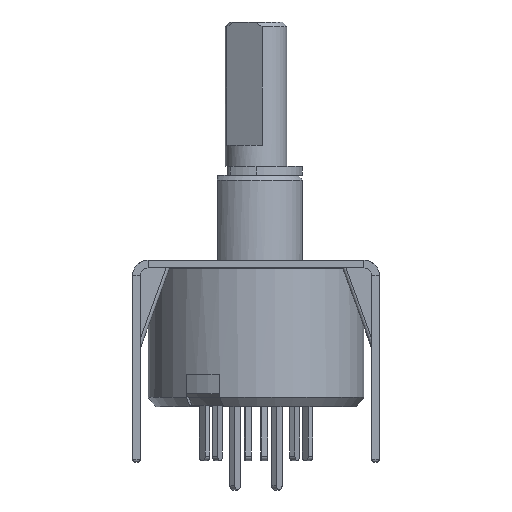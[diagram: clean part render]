
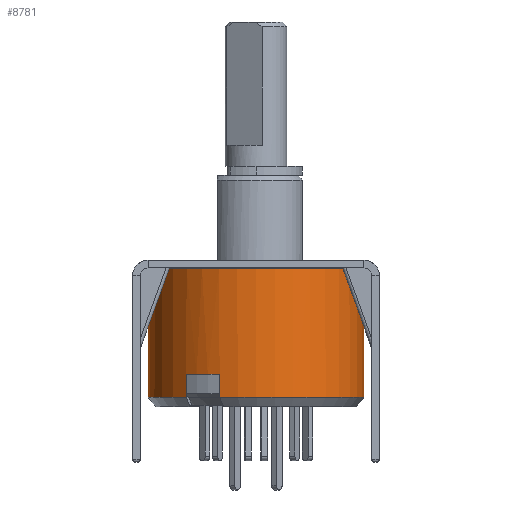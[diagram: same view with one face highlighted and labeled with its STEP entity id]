
A CAD part, front view. The second image highlights one B-rep face of the part: STEP entity #8781.
In plain terms, the highlighted cylindrical face has radius 7 mm (diameter 14 mm), a partial arc.
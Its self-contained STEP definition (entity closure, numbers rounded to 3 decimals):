
#124 = AXIS2_PLACEMENT_3D ( 'NONE', #752, #7677, #9720 ) ;
#126 = AXIS2_PLACEMENT_3D ( 'NONE', #8565, #7456, #5381 ) ;
#322 = CARTESIAN_POINT ( 'NONE',  ( -2.361, -6.59, 9. ) ) ;
#349 = CARTESIAN_POINT ( 'NONE',  ( 7., 0., 0.95 ) ) ;
#630 = EDGE_CURVE ( 'NONE', #1950, #10860, #9505, .T. ) ;
#752 = CARTESIAN_POINT ( 'NONE',  ( 0., 0., -7.4 ) ) ;
#882 = EDGE_CURVE ( 'NONE', #12318, #1998, #1418, .T. ) ;
#1289 = FACE_OUTER_BOUND ( 'NONE', #3902, .T. ) ;
#1315 = ORIENTED_EDGE ( 'NONE', *, *, #3321, .T. ) ;
#1418 = LINE ( 'NONE', #3821, #3001 ) ;
#1677 = ORIENTED_EDGE ( 'NONE', *, *, #9851, .T. ) ;
#1843 = VERTEX_POINT ( 'NONE', #4153 ) ;
#1848 = EDGE_CURVE ( 'NONE', #9405, #1843, #11002, .T. ) ;
#1950 = VERTEX_POINT ( 'NONE', #12390 ) ;
#1986 = VECTOR ( 'NONE', #6108, 1000. ) ;
#1998 = VERTEX_POINT ( 'NONE', #11733 ) ;
#2314 = VERTEX_POINT ( 'NONE', #5410 ) ;
#2518 = EDGE_CURVE ( 'NONE', #12318, #7592, #9339, .T. ) ;
#2733 = EDGE_CURVE ( 'NONE', #1998, #2314, #6782, .T. ) ;
#2952 = CARTESIAN_POINT ( 'NONE',  ( 0., 0., 9. ) ) ;
#3001 = VECTOR ( 'NONE', #12885, 1000. ) ;
#3321 = EDGE_CURVE ( 'NONE', #1843, #2314, #3931, .T. ) ;
#3821 = CARTESIAN_POINT ( 'NONE',  ( 7., 0., 9. ) ) ;
#3902 = EDGE_LOOP ( 'NONE', ( #5596, #5982, #4336, #4314, #1677, #5321, #1315, #7244 ) ) ;
#3931 = LINE ( 'NONE', #322, #4891 ) ;
#4016 = DIRECTION ( 'NONE',  ( -1., 0., 0. ) ) ;
#4143 = CYLINDRICAL_SURFACE ( 'NONE', #10259, 7. ) ;
#4153 = CARTESIAN_POINT ( 'NONE',  ( -2.361, -6.59, -5.9 ) ) ;
#4203 = CARTESIAN_POINT ( 'NONE',  ( 0., 0., 0.95 ) ) ;
#4256 = EDGE_CURVE ( 'NONE', #7592, #10860, #9137, .T. ) ;
#4289 = LINE ( 'NONE', #5308, #7778 ) ;
#4314 = ORIENTED_EDGE ( 'NONE', *, *, #630, .F. ) ;
#4336 = ORIENTED_EDGE ( 'NONE', *, *, #4256, .T. ) ;
#4613 = CARTESIAN_POINT ( 'NONE',  ( 0., 0., -7.4 ) ) ;
#4891 = VECTOR ( 'NONE', #9507, 1000. ) ;
#5308 = CARTESIAN_POINT ( 'NONE',  ( -4.526, -5.34, 9. ) ) ;
#5321 = ORIENTED_EDGE ( 'NONE', *, *, #1848, .T. ) ;
#5381 = DIRECTION ( 'NONE',  ( -1., 0., 0. ) ) ;
#5410 = CARTESIAN_POINT ( 'NONE',  ( -2.361, -6.59, -7.4 ) ) ;
#5596 = ORIENTED_EDGE ( 'NONE', *, *, #882, .F. ) ;
#5982 = ORIENTED_EDGE ( 'NONE', *, *, #2518, .T. ) ;
#6108 = DIRECTION ( 'NONE',  ( 0., 0., -1. ) ) ;
#6572 = CARTESIAN_POINT ( 'NONE',  ( -7., 0., 0.95 ) ) ;
#6588 = DIRECTION ( 'NONE',  ( 1., 0., 0. ) ) ;
#6782 = CIRCLE ( 'NONE', #124, 7. ) ;
#6937 = DIRECTION ( 'NONE',  ( 0., 0., -1. ) ) ;
#7244 = ORIENTED_EDGE ( 'NONE', *, *, #2733, .F. ) ;
#7456 = DIRECTION ( 'NONE',  ( 0., 0., 1. ) ) ;
#7592 = VERTEX_POINT ( 'NONE', #6572 ) ;
#7677 = DIRECTION ( 'NONE',  ( 0., 0., -1. ) ) ;
#7778 = VECTOR ( 'NONE', #11234, 1000. ) ;
#8565 = CARTESIAN_POINT ( 'NONE',  ( 0., 0., -5.9 ) ) ;
#8781 = ADVANCED_FACE ( 'NONE', ( #1289 ), #4143, .T. ) ;
#9137 = LINE ( 'NONE', #11197, #1986 ) ;
#9147 = DIRECTION ( 'NONE',  ( -1., 0., 0. ) ) ;
#9339 = CIRCLE ( 'NONE', #13015, 7. ) ;
#9405 = VERTEX_POINT ( 'NONE', #11936 ) ;
#9505 = CIRCLE ( 'NONE', #9512, 7. ) ;
#9507 = DIRECTION ( 'NONE',  ( 0., 0., -1. ) ) ;
#9512 = AXIS2_PLACEMENT_3D ( 'NONE', #4613, #11580, #6588 ) ;
#9720 = DIRECTION ( 'NONE',  ( 1., 0., 0. ) ) ;
#9851 = EDGE_CURVE ( 'NONE', #1950, #9405, #4289, .T. ) ;
#10259 = AXIS2_PLACEMENT_3D ( 'NONE', #2952, #6937, #4016 ) ;
#10860 = VERTEX_POINT ( 'NONE', #12436 ) ;
#11002 = CIRCLE ( 'NONE', #126, 7. ) ;
#11197 = CARTESIAN_POINT ( 'NONE',  ( -7., 0., 9. ) ) ;
#11212 = DIRECTION ( 'NONE',  ( 0., 0., -1. ) ) ;
#11234 = DIRECTION ( 'NONE',  ( 0., 0., 1. ) ) ;
#11580 = DIRECTION ( 'NONE',  ( 0., 0., -1. ) ) ;
#11733 = CARTESIAN_POINT ( 'NONE',  ( 7., 0., -7.4 ) ) ;
#11936 = CARTESIAN_POINT ( 'NONE',  ( -4.526, -5.34, -5.9 ) ) ;
#12318 = VERTEX_POINT ( 'NONE', #349 ) ;
#12390 = CARTESIAN_POINT ( 'NONE',  ( -4.526, -5.34, -7.4 ) ) ;
#12436 = CARTESIAN_POINT ( 'NONE',  ( -7., 0., -7.4 ) ) ;
#12885 = DIRECTION ( 'NONE',  ( 0., 0., -1. ) ) ;
#13015 = AXIS2_PLACEMENT_3D ( 'NONE', #4203, #11212, #9147 ) ;
